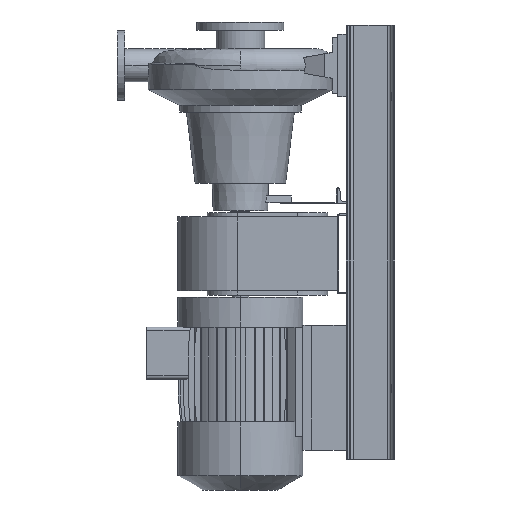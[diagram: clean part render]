
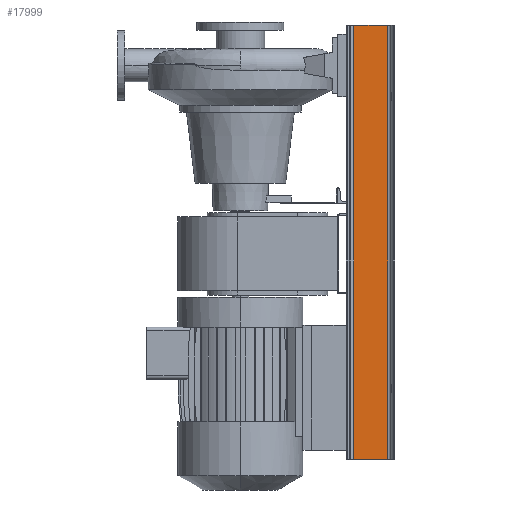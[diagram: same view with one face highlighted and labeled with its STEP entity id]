
A CAD part, left-side view. The second image highlights one B-rep face of the part: STEP entity #17999.
In plain terms, the highlighted face is planar.
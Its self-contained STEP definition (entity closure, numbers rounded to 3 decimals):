
#556 = FACE_OUTER_BOUND ( 'NONE', #19581, .T. ) ;
#1305 = CARTESIAN_POINT ( 'NONE',  ( 625., 21.078, -187. ) ) ;
#1350 = VECTOR ( 'NONE', #22572, 1000. ) ;
#2154 = DIRECTION ( 'NONE',  ( 1., 0., 0. ) ) ;
#3908 = ORIENTED_EDGE ( 'NONE', *, *, #16964, .F. ) ;
#4584 = VERTEX_POINT ( 'NONE', #19955 ) ;
#4593 = EDGE_CURVE ( 'NONE', #20735, #10411, #10629, .T. ) ;
#4777 = CARTESIAN_POINT ( 'NONE',  ( 625., 118.922, -187. ) ) ;
#5623 = LINE ( 'NONE', #14700, #1350 ) ;
#9352 = ORIENTED_EDGE ( 'NONE', *, *, #18615, .T. ) ;
#10338 = VECTOR ( 'NONE', #12292, 1000. ) ;
#10411 = VERTEX_POINT ( 'NONE', #23396 ) ;
#10629 = LINE ( 'NONE', #1305, #20599 ) ;
#11231 = VERTEX_POINT ( 'NONE', #4777 ) ;
#11483 = PLANE ( 'NONE',  #19767 ) ;
#12292 = DIRECTION ( 'NONE',  ( 0., 1., 0. ) ) ;
#12573 = VECTOR ( 'NONE', #19922, 1000. ) ;
#13441 = DIRECTION ( 'NONE',  ( 0., 0., 1. ) ) ;
#14700 = CARTESIAN_POINT ( 'NONE',  ( -625., 118.922, -187. ) ) ;
#16006 = LINE ( 'NONE', #16131, #12573 ) ;
#16131 = CARTESIAN_POINT ( 'NONE',  ( 625., 118.922, -187. ) ) ;
#16964 = EDGE_CURVE ( 'NONE', #20735, #11231, #23586, .T. ) ;
#17999 = ADVANCED_FACE ( 'NONE', ( #556 ), #11483, .F. ) ;
#18394 = CARTESIAN_POINT ( 'NONE',  ( 625., 118.922, -187. ) ) ;
#18615 = EDGE_CURVE ( 'NONE', #10411, #4584, #5623, .T. ) ;
#18697 = CARTESIAN_POINT ( 'NONE',  ( 625., 21.078, -187. ) ) ;
#18967 = CARTESIAN_POINT ( 'NONE',  ( 625., 118.922, -187. ) ) ;
#19581 = EDGE_LOOP ( 'NONE', ( #9352, #22843, #3908, #23281 ) ) ;
#19767 = AXIS2_PLACEMENT_3D ( 'NONE', #18967, #13441, #2154 ) ;
#19922 = DIRECTION ( 'NONE',  ( -1., 0., 0. ) ) ;
#19955 = CARTESIAN_POINT ( 'NONE',  ( -625., 118.922, -187. ) ) ;
#20195 = DIRECTION ( 'NONE',  ( -1., 0., 0. ) ) ;
#20599 = VECTOR ( 'NONE', #20195, 1000. ) ;
#20735 = VERTEX_POINT ( 'NONE', #18697 ) ;
#22572 = DIRECTION ( 'NONE',  ( 0., 1., 0. ) ) ;
#22843 = ORIENTED_EDGE ( 'NONE', *, *, #23675, .F. ) ;
#23281 = ORIENTED_EDGE ( 'NONE', *, *, #4593, .T. ) ;
#23396 = CARTESIAN_POINT ( 'NONE',  ( -625., 21.078, -187. ) ) ;
#23586 = LINE ( 'NONE', #18394, #10338 ) ;
#23675 = EDGE_CURVE ( 'NONE', #11231, #4584, #16006, .T. ) ;
